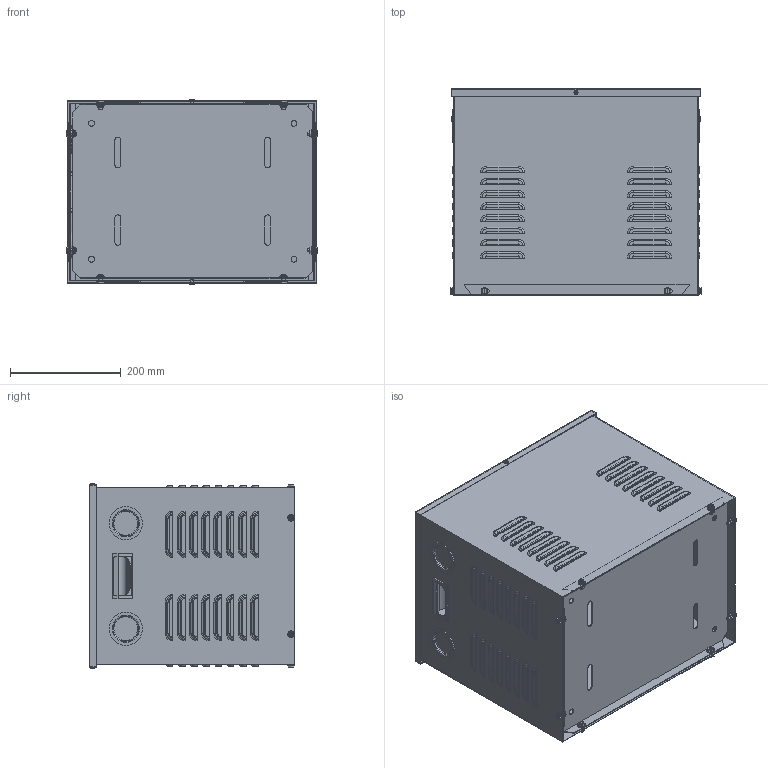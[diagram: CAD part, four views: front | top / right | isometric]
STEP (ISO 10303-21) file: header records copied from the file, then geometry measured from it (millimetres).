
FILE_DESCRIPTION((''),'2;1');
FILE_NAME('SBK-10KVA-380V-220V-DAIJIAOLUN_ASM','2024-10-15T',('Administrator'),(''),'PRO/ENGINEER BY PARAMETRIC TECHNOLOGY CORPORATION, 2008380','PRO/ENGINEER BY PARAMETRIC TECHNOLOGY CORPORATION, 2008380','');
FILE_SCHEMA(('CONFIG_CONTROL_DESIGN'));
Length unit declared in the file: millimetre
Products named in the file (10): PRT0009_4; PRT0010_6; PRT0011_1; PRT0012_1; PRT0015_1; PRT0016_1; PRT0017_1; FUSHOU_13; SBK-10KVA_480V-380V_ASM_ASM; SBK-10KVA-380V-220V-DAIJIAOLUN_ASM
Assembly tree (28 placements, depth 3):
  SBK-10KVA-380V-220V-DAIJIAOLUN_ASM
    SBK-10KVA_480V-380V_ASM_ASM
      PRT0009_4
      PRT0010_6
      PRT0011_1  x8
      PRT0012_1  x8
      PRT0015_1
      PRT0016_1  x2
      PRT0017_1  x4
      FUSHOU_13  x2
Bounding box: 451 x 371.2 x 335 mm (x, y, z)
Volume: 1203513.4 mm3; surface area: 1859198.5 mm2
Topology: 27 solids, 27 shells, 1607 faces, 4284 edges, 2796 vertices
Faces by surface type: plane 727, cylinder 480, torus 336, bspline 64
Entity records: 36094 total; most frequent: CARTESIAN_POINT 7019, DIRECTION 6710, ORIENTED_EDGE 5852, EDGE_CURVE 2926, AXIS2_PLACEMENT_3D 2758, VERTEX_POINT 1914, CIRCLE 1716, EDGE_LOOP 1254
